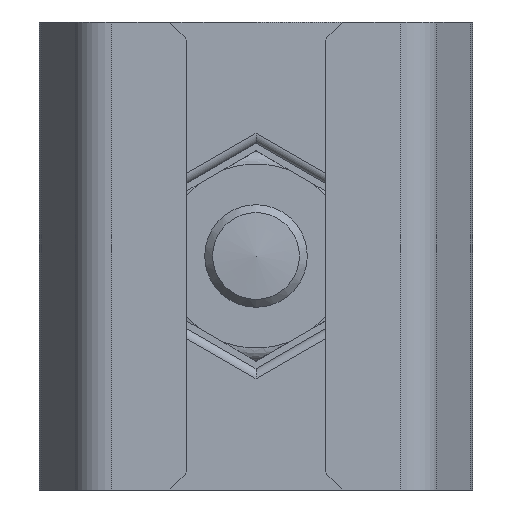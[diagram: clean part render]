
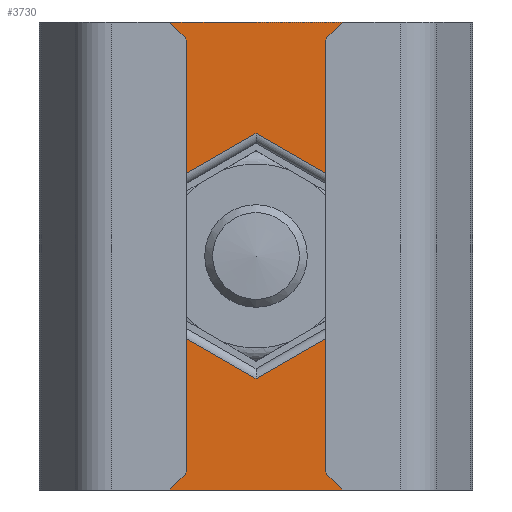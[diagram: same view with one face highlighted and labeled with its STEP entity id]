
A CAD part, front view. The second image highlights one B-rep face of the part: STEP entity #3730.
In plain terms, the highlighted planar face has unit normal (0, -1, 0).
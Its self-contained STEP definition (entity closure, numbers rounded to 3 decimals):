
#256=FACE_BOUND('',#634,.T.);
#282=PLANE('',#4094);
#419=FACE_OUTER_BOUND('',#633,.T.);
#633=EDGE_LOOP('',(#2590,#2591,#2592,#2593,#2594,#2595,#2596,#2597));
#634=EDGE_LOOP('',(#2598,#2599,#2600,#2601,#2602,#2603));
#882=LINE('',#5519,#1256);
#884=LINE('',#5528,#1258);
#886=LINE('',#5534,#1260);
#888=LINE('',#5540,#1262);
#890=LINE('',#5544,#1264);
#892=LINE('',#5547,#1266);
#900=LINE('',#5565,#1274);
#901=LINE('',#5567,#1275);
#902=LINE('',#5569,#1276);
#903=LINE('',#5571,#1277);
#904=LINE('',#5573,#1278);
#905=LINE('',#5575,#1279);
#906=LINE('',#5577,#1280);
#907=LINE('',#5578,#1281);
#1256=VECTOR('',#4439,10.);
#1258=VECTOR('',#4447,10.);
#1260=VECTOR('',#4453,10.);
#1262=VECTOR('',#4459,10.);
#1264=VECTOR('',#4465,10.);
#1266=VECTOR('',#4469,10.);
#1274=VECTOR('',#4485,10.);
#1275=VECTOR('',#4486,10.);
#1276=VECTOR('',#4487,10.);
#1277=VECTOR('',#4488,10.);
#1278=VECTOR('',#4489,10.);
#1279=VECTOR('',#4490,10.);
#1280=VECTOR('',#4491,10.);
#1281=VECTOR('',#4492,10.);
#1631=VERTEX_POINT('',#5516);
#1632=VERTEX_POINT('',#5518);
#1635=VERTEX_POINT('',#5525);
#1636=VERTEX_POINT('',#5527);
#1638=VERTEX_POINT('',#5533);
#1640=VERTEX_POINT('',#5539);
#1645=VERTEX_POINT('',#5563);
#1646=VERTEX_POINT('',#5564);
#1647=VERTEX_POINT('',#5566);
#1648=VERTEX_POINT('',#5568);
#1649=VERTEX_POINT('',#5570);
#1650=VERTEX_POINT('',#5572);
#1651=VERTEX_POINT('',#5574);
#1652=VERTEX_POINT('',#5576);
#1999=EDGE_CURVE('',#1631,#1632,#882,.T.);
#2003=EDGE_CURVE('',#1635,#1636,#884,.T.);
#2006=EDGE_CURVE('',#1636,#1638,#886,.T.);
#2009=EDGE_CURVE('',#1638,#1640,#888,.T.);
#2012=EDGE_CURVE('',#1640,#1631,#890,.T.);
#2014=EDGE_CURVE('',#1632,#1635,#892,.T.);
#2022=EDGE_CURVE('',#1645,#1646,#900,.T.);
#2023=EDGE_CURVE('',#1646,#1647,#901,.T.);
#2024=EDGE_CURVE('',#1647,#1648,#902,.F.);
#2025=EDGE_CURVE('',#1649,#1648,#903,.T.);
#2026=EDGE_CURVE('',#1649,#1650,#904,.T.);
#2027=EDGE_CURVE('',#1651,#1650,#905,.T.);
#2028=EDGE_CURVE('',#1651,#1652,#906,.T.);
#2029=EDGE_CURVE('',#1645,#1652,#907,.T.);
#2590=ORIENTED_EDGE('',*,*,#2022,.T.);
#2591=ORIENTED_EDGE('',*,*,#2023,.T.);
#2592=ORIENTED_EDGE('',*,*,#2024,.T.);
#2593=ORIENTED_EDGE('',*,*,#2025,.F.);
#2594=ORIENTED_EDGE('',*,*,#2026,.T.);
#2595=ORIENTED_EDGE('',*,*,#2027,.F.);
#2596=ORIENTED_EDGE('',*,*,#2028,.T.);
#2597=ORIENTED_EDGE('',*,*,#2029,.F.);
#2598=ORIENTED_EDGE('',*,*,#2003,.F.);
#2599=ORIENTED_EDGE('',*,*,#2014,.F.);
#2600=ORIENTED_EDGE('',*,*,#1999,.F.);
#2601=ORIENTED_EDGE('',*,*,#2012,.F.);
#2602=ORIENTED_EDGE('',*,*,#2009,.F.);
#2603=ORIENTED_EDGE('',*,*,#2006,.F.);
#3730=ADVANCED_FACE('',(#419,#256),#282,.T.);
#4094=AXIS2_PLACEMENT_3D('',#5562,#4483,#4484);
#4439=DIRECTION('',(0.866,0.,-0.5));
#4447=DIRECTION('',(0.,0.,1.));
#4453=DIRECTION('',(-0.866,0.,0.5));
#4459=DIRECTION('',(-0.866,0.,-0.5));
#4465=DIRECTION('',(0.,0.,-1.));
#4469=DIRECTION('',(0.866,0.,0.5));
#4483=DIRECTION('center_axis',(0.,-1.,0.));
#4484=DIRECTION('ref_axis',(0.,0.,-1.));
#4485=DIRECTION('',(0.816,0.,-0.577));
#4486=DIRECTION('',(0.,0.,-1.));
#4487=DIRECTION('',(0.816,0.,0.577));
#4488=DIRECTION('',(0.,0.,1.));
#4489=DIRECTION('',(1.,0.,0.));
#4490=DIRECTION('',(0.,0.,-1.));
#4491=DIRECTION('',(-1.,0.,0.));
#4492=DIRECTION('',(0.,0.,1.));
#5516=CARTESIAN_POINT('',(-12.25,39.,-7.073));
#5518=CARTESIAN_POINT('',(0.,39.,-14.145));
#5519=CARTESIAN_POINT('',(-1.062,39.,-13.532));
#5525=CARTESIAN_POINT('',(12.25,39.,-7.073));
#5527=CARTESIAN_POINT('',(12.25,39.,7.073));
#5528=CARTESIAN_POINT('',(12.25,39.,-3.248));
#5533=CARTESIAN_POINT('',(0.,39.,14.145));
#5534=CARTESIAN_POINT('',(16.813,39.,4.438));
#5539=CARTESIAN_POINT('',(-12.25,39.,7.073));
#5540=CARTESIAN_POINT('',(4.563,39.,16.779));
#5544=CARTESIAN_POINT('',(-12.25,39.,3.248));
#5547=CARTESIAN_POINT('',(11.188,39.,-7.686));
#5562=CARTESIAN_POINT('Origin',(21.,39.,0.));
#5563=CARTESIAN_POINT('',(-19.5,39.,2.914));
#5564=CARTESIAN_POINT('',(-17.5,39.,1.5));
#5565=CARTESIAN_POINT('',(-5.138,39.,-7.241));
#5566=CARTESIAN_POINT('',(-17.5,39.,-1.5));
#5567=CARTESIAN_POINT('',(-17.5,39.,0.));
#5568=CARTESIAN_POINT('',(-19.5,39.,-2.914));
#5569=CARTESIAN_POINT('',(-5.138,39.,7.241));
#5570=CARTESIAN_POINT('',(-19.5,39.,-27.));
#5571=CARTESIAN_POINT('',(-19.5,39.,0.));
#5572=CARTESIAN_POINT('',(19.5,39.,-27.));
#5573=CARTESIAN_POINT('',(21.,39.,-27.));
#5574=CARTESIAN_POINT('',(19.5,39.,27.));
#5575=CARTESIAN_POINT('',(19.5,39.,0.));
#5576=CARTESIAN_POINT('',(-19.5,39.,27.));
#5577=CARTESIAN_POINT('',(21.,39.,27.));
#5578=CARTESIAN_POINT('',(-19.5,39.,0.));
